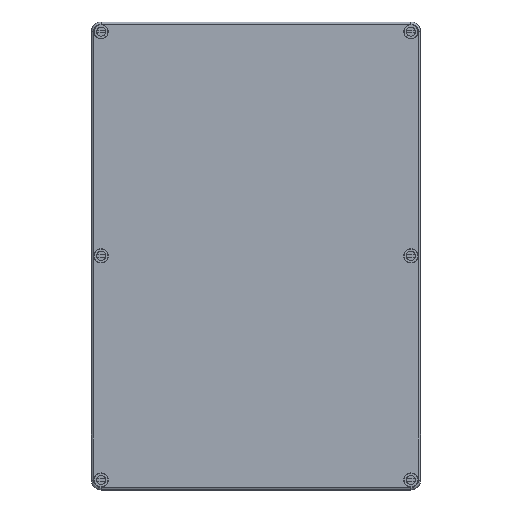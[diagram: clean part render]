
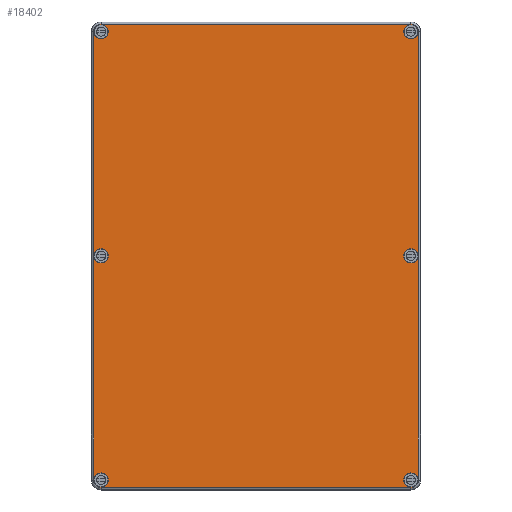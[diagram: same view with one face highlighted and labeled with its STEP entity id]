
A CAD part, top view. The second image highlights one B-rep face of the part: STEP entity #18402.
In plain terms, the highlighted planar face has unit normal (0, 0, 1).
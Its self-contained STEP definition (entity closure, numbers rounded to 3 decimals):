
#186=PLANE('',#19740);
#982=LINE('',#28441,#2536);
#983=LINE('',#28449,#2537);
#984=LINE('',#28453,#2538);
#985=LINE('',#28457,#2539);
#2536=VECTOR('',#22341,1000.);
#2537=VECTOR('',#22350,1000.);
#2538=VECTOR('',#22353,1000.);
#2539=VECTOR('',#22356,1000.);
#4391=ORIENTED_EDGE('',*,*,#9409,.F.);
#4392=ORIENTED_EDGE('',*,*,#9407,.F.);
#4393=ORIENTED_EDGE('',*,*,#9410,.T.);
#4394=ORIENTED_EDGE('',*,*,#9411,.F.);
#4395=ORIENTED_EDGE('',*,*,#9412,.T.);
#4396=ORIENTED_EDGE('',*,*,#9413,.T.);
#4397=ORIENTED_EDGE('',*,*,#9414,.F.);
#4398=ORIENTED_EDGE('',*,*,#9415,.T.);
#4399=ORIENTED_EDGE('',*,*,#9416,.F.);
#4400=ORIENTED_EDGE('',*,*,#9417,.F.);
#4401=ORIENTED_EDGE('',*,*,#9418,.F.);
#4402=ORIENTED_EDGE('',*,*,#9419,.F.);
#4403=ORIENTED_EDGE('',*,*,#9420,.F.);
#4404=ORIENTED_EDGE('',*,*,#9421,.F.);
#9407=EDGE_CURVE('',#11947,#11948,#982,.T.);
#9409=EDGE_CURVE('',#11949,#11949,#13647,.T.);
#9410=EDGE_CURVE('',#11947,#11950,#13648,.T.);
#9411=EDGE_CURVE('',#11951,#11950,#983,.T.);
#9412=EDGE_CURVE('',#11951,#11952,#13649,.T.);
#9413=EDGE_CURVE('',#11952,#11953,#984,.T.);
#9414=EDGE_CURVE('',#11954,#11953,#13650,.T.);
#9415=EDGE_CURVE('',#11954,#11955,#985,.T.);
#9416=EDGE_CURVE('',#11948,#11955,#13651,.T.);
#9417=EDGE_CURVE('',#11956,#11956,#13652,.T.);
#9418=EDGE_CURVE('',#11957,#11957,#13653,.T.);
#9419=EDGE_CURVE('',#11958,#11958,#13654,.T.);
#9420=EDGE_CURVE('',#11959,#11959,#13655,.T.);
#9421=EDGE_CURVE('',#11960,#11960,#13656,.T.);
#11947=VERTEX_POINT('',#28440);
#11948=VERTEX_POINT('',#28442);
#11949=VERTEX_POINT('',#28446);
#11950=VERTEX_POINT('',#28448);
#11951=VERTEX_POINT('',#28450);
#11952=VERTEX_POINT('',#28452);
#11953=VERTEX_POINT('',#28454);
#11954=VERTEX_POINT('',#28456);
#11955=VERTEX_POINT('',#28458);
#11956=VERTEX_POINT('',#28461);
#11957=VERTEX_POINT('',#28463);
#11958=VERTEX_POINT('',#28465);
#11959=VERTEX_POINT('',#28467);
#11960=VERTEX_POINT('',#28469);
#13647=CIRCLE('',#19741,5.5);
#13648=CIRCLE('',#19742,5.869);
#13649=CIRCLE('',#19743,5.869);
#13650=CIRCLE('',#19744,5.869);
#13651=CIRCLE('',#19745,5.869);
#13652=CIRCLE('',#19746,5.5);
#13653=CIRCLE('',#19747,5.5);
#13654=CIRCLE('',#19748,5.5);
#13655=CIRCLE('',#19749,5.5);
#13656=CIRCLE('',#19750,5.5);
#14683=EDGE_LOOP('',(#4391));
#14684=EDGE_LOOP('',(#4392,#4393,#4394,#4395,#4396,#4397,#4398,#4399));
#14685=EDGE_LOOP('',(#4400));
#14686=EDGE_LOOP('',(#4401));
#14687=EDGE_LOOP('',(#4402));
#14688=EDGE_LOOP('',(#4403));
#14689=EDGE_LOOP('',(#4404));
#16327=FACE_BOUND('',#14683,.T.);
#16328=FACE_BOUND('',#14684,.T.);
#16329=FACE_BOUND('',#14685,.T.);
#16330=FACE_BOUND('',#14686,.T.);
#16331=FACE_BOUND('',#14687,.T.);
#16332=FACE_BOUND('',#14688,.T.);
#16333=FACE_BOUND('',#14689,.T.);
#18402=ADVANCED_FACE('',(#16327,#16328,#16329,#16330,#16331,#16332,#16333),
#186,.T.);
#19740=AXIS2_PLACEMENT_3D('',#28444,#22344,#22345);
#19741=AXIS2_PLACEMENT_3D('',#28445,#22346,#22347);
#19742=AXIS2_PLACEMENT_3D('',#28447,#22348,#22349);
#19743=AXIS2_PLACEMENT_3D('',#28451,#22351,#22352);
#19744=AXIS2_PLACEMENT_3D('',#28455,#22354,#22355);
#19745=AXIS2_PLACEMENT_3D('',#28459,#22357,#22358);
#19746=AXIS2_PLACEMENT_3D('',#28460,#22359,#22360);
#19747=AXIS2_PLACEMENT_3D('',#28462,#22361,#22362);
#19748=AXIS2_PLACEMENT_3D('',#28464,#22363,#22364);
#19749=AXIS2_PLACEMENT_3D('',#28466,#22365,#22366);
#19750=AXIS2_PLACEMENT_3D('',#28468,#22367,#22368);
#22341=DIRECTION('',(-1.,0.,0.));
#22344=DIRECTION('',(0.,0.,1.));
#22345=DIRECTION('',(1.,0.,0.));
#22346=DIRECTION('',(0.,0.,1.));
#22347=DIRECTION('',(1.,0.,0.));
#22348=DIRECTION('',(0.,0.,1.));
#22349=DIRECTION('',(1.,0.,0.));
#22350=DIRECTION('',(0.,-1.,0.));
#22351=DIRECTION('',(0.,0.,1.));
#22352=DIRECTION('',(1.,0.,0.));
#22353=DIRECTION('',(-1.,0.,0.));
#22354=DIRECTION('',(0.,0.,-1.));
#22355=DIRECTION('',(-1.,0.,0.));
#22356=DIRECTION('',(0.,-1.,0.));
#22357=DIRECTION('',(0.,0.,-1.));
#22358=DIRECTION('',(-1.,0.,0.));
#22359=DIRECTION('',(0.,0.,1.));
#22360=DIRECTION('',(1.,0.,0.));
#22361=DIRECTION('',(0.,0.,1.));
#22362=DIRECTION('',(1.,0.,0.));
#22363=DIRECTION('',(0.,0.,1.));
#22364=DIRECTION('',(1.,0.,0.));
#22365=DIRECTION('',(0.,0.,1.));
#22366=DIRECTION('',(1.,0.,0.));
#22367=DIRECTION('',(0.,0.,1.));
#22368=DIRECTION('',(1.,0.,0.));
#28440=CARTESIAN_POINT('',(119.5,-178.869,39.));
#28441=CARTESIAN_POINT('',(150.,-178.869,39.));
#28442=CARTESIAN_POINT('',(-119.5,-178.869,39.));
#28444=CARTESIAN_POINT('',(0.,0.,39.));
#28445=CARTESIAN_POINT('',(119.5,-173.,39.));
#28446=CARTESIAN_POINT('',(125.,-173.,39.));
#28447=CARTESIAN_POINT('',(119.5,-173.,39.));
#28448=CARTESIAN_POINT('',(125.369,-173.,39.));
#28449=CARTESIAN_POINT('',(125.369,200.,39.));
#28450=CARTESIAN_POINT('',(125.369,173.,39.));
#28451=CARTESIAN_POINT('',(119.5,173.,39.));
#28452=CARTESIAN_POINT('',(119.5,178.869,39.));
#28453=CARTESIAN_POINT('',(150.,178.869,39.));
#28454=CARTESIAN_POINT('',(-119.5,178.869,39.));
#28455=CARTESIAN_POINT('',(-119.5,173.,39.));
#28456=CARTESIAN_POINT('',(-125.369,173.,39.));
#28457=CARTESIAN_POINT('',(-125.369,200.,39.));
#28458=CARTESIAN_POINT('',(-125.369,-173.,39.));
#28459=CARTESIAN_POINT('',(-119.5,-173.,39.));
#28460=CARTESIAN_POINT('',(-119.5,-173.,39.));
#28461=CARTESIAN_POINT('',(-114.,-173.,39.));
#28462=CARTESIAN_POINT('',(-119.5,173.,39.));
#28463=CARTESIAN_POINT('',(-114.,173.,39.));
#28464=CARTESIAN_POINT('',(119.5,173.,39.));
#28465=CARTESIAN_POINT('',(125.,173.,39.));
#28466=CARTESIAN_POINT('',(119.5,0.,39.));
#28467=CARTESIAN_POINT('',(125.,0.,39.));
#28468=CARTESIAN_POINT('',(-119.5,0.,39.));
#28469=CARTESIAN_POINT('',(-114.,0.,39.));
